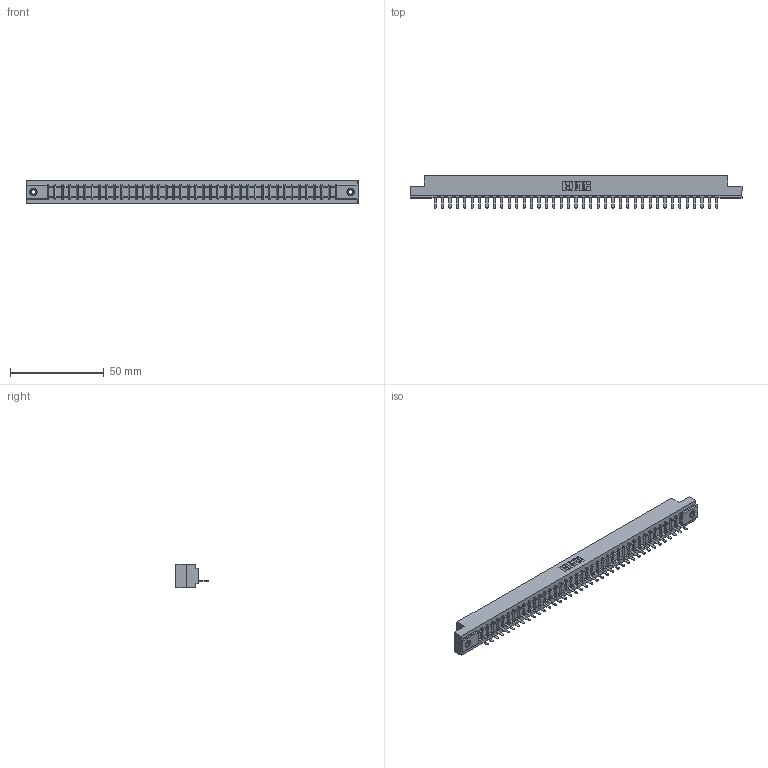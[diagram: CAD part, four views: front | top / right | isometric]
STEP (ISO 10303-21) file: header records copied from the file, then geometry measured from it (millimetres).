
FILE_DESCRIPTION (( 'STEP AP203' ), '1' );
FILE_NAME ('357-039-521-108.STEP', '2019-09-17T08:19:55', ( '' ), ( '' ), 'SwSTEP 2.0', 'SolidWorks 2016', '' );
FILE_SCHEMA (( 'CONFIG_CONTROL_DESIGN' ));
Length unit declared in the file: inch
Products named in the file (4): 307-290-002_521; 357-039-521-108; 307 Part_.156 Dia Mounting Holes; 345-250-001_345-250-003-102
Assembly tree (42 placements, depth 2):
  357-039-521-108
    307 Part_.156 Dia Mounting Holes
    307-290-002_521  x39
    345-250-001_345-250-003-102  x2
Bounding box: 177.55 x 17.42 x 12.7 mm (x, y, z)
Volume: 18973.1 mm3; surface area: 23816.3 mm2
Topology: 42 solids, 42 shells, 3104 faces, 9507 edges, 6222 vertices
Faces by surface type: plane 1857, cylinder 1151, sphere 80, cone 12, torus 4
Entity records: 35707 total; most frequent: CARTESIAN_POINT 6003, ORIENTED_EDGE 5986, DIRECTION 5843, EDGE_CURVE 2993, VECTOR 2291, LINE 2291, VERTEX_POINT 1936, AXIS2_PLACEMENT_3D 1776
